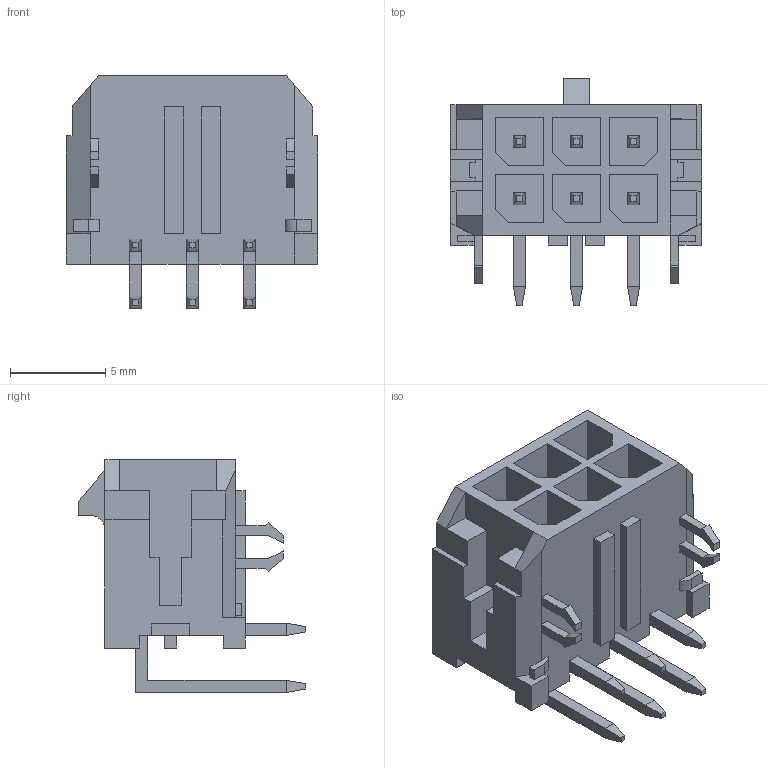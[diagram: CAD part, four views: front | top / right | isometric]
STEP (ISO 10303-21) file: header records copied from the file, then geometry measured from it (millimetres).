
FILE_DESCRIPTION((''),'2;1');
FILE_NAME('430450658','2020-04-16T',('gga'),(''),'PRO/ENGINEER BY PARAMETRIC TECHNOLOGY CORPORATION, 2016010','PRO/ENGINEER BY PARAMETRIC TECHNOLOGY CORPORATION, 2016010','');
FILE_SCHEMA(('CONFIG_CONTROL_DESIGN'));
Length unit declared in the file: millimetre
Products named in the file (1): 430450658
Bounding box: 13.2 x 11.95 x 12.24 mm (x, y, z)
Volume: 561.6 mm3; surface area: 1255 mm2
Topology: 1 solids, 1 shells, 349 faces, 910 edges, 580 vertices
Faces by surface type: plane 346, cylinder 3
Entity records: 10385 total; most frequent: CARTESIAN_POINT 1822, ORIENTED_EDGE 1786, DIRECTION 1632, EDGE_CURVE 893, VECTOR 888, LINE 888, VERTEX_POINT 562, AXIS2_PLACEMENT_3D 372
